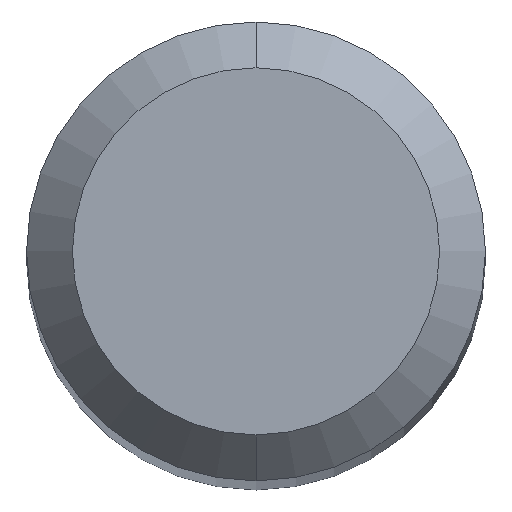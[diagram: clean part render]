
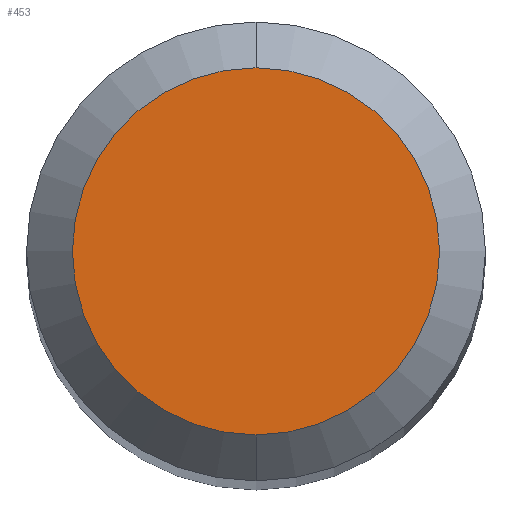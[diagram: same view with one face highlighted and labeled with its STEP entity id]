
A CAD part, top view. The second image highlights one B-rep face of the part: STEP entity #453.
In plain terms, the highlighted planar face has unit normal (0, 0, 1).
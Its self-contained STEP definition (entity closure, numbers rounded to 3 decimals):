
#205=VERTEX_POINT('',#518);
#207=EDGE_CURVE('',#205,#273,#520,.T.);
#217=EDGE_CURVE('',#273,#205,#531,.T.);
#273=VERTEX_POINT('',#591);
#453=ADVANCED_FACE('',(#785),#786,.T.);
#518=CARTESIAN_POINT('',(0.,-1.2,0.0));
#520=CIRCLE('',#878,1.2);
#531=CIRCLE('',#892,1.2);
#591=CARTESIAN_POINT('',(0.0,1.2,0.0));
#785=FACE_OUTER_BOUND('',#1426,.T.);
#786=PLANE('',#1427);
#878=AXIS2_PLACEMENT_3D('',#1503,#1504,#1505);
#892=AXIS2_PLACEMENT_3D('',#1521,#1522,#1523);
#1426=EDGE_LOOP('',(#1767,#1768));
#1427=AXIS2_PLACEMENT_3D('',#1769,#1770,#1771);
#1503=CARTESIAN_POINT('',(0.0,0.0,0.0));
#1504=DIRECTION('',(0.0,0.0,-1.0));
#1505=DIRECTION('',(0.0,1.0,0.0));
#1521=CARTESIAN_POINT('',(0.0,0.0,0.0));
#1522=DIRECTION('',(0.0,0.0,-1.0));
#1523=DIRECTION('',(0.0,1.0,0.0));
#1767=ORIENTED_EDGE('',*,*,#217,.F.);
#1768=ORIENTED_EDGE('',*,*,#207,.F.);
#1769=CARTESIAN_POINT('',(0.0,0.6,0.0));
#1770=DIRECTION('',(-0.0,0.0,1.0));
#1771=DIRECTION('',(0.0,-1.0,0.0));
